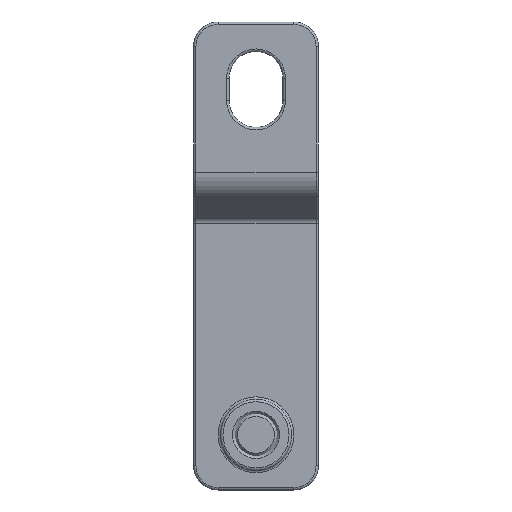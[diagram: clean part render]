
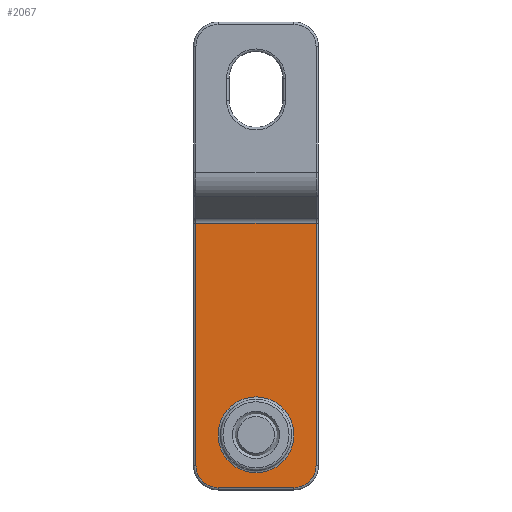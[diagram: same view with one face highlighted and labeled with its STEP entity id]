
A CAD part, front view. The second image highlights one B-rep face of the part: STEP entity #2067.
In plain terms, the highlighted face is planar.
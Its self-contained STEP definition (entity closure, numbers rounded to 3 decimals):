
#167=LINE('',#3327,#251);
#168=LINE('',#3331,#252);
#169=LINE('',#3335,#253);
#170=LINE('',#3336,#254);
#251=VECTOR('',#2607,10.);
#252=VECTOR('',#2610,10.);
#253=VECTOR('',#2613,10.);
#254=VECTOR('',#2614,10.);
#333=PLANE('',#2262);
#410=FACE_BOUND('',#578,.T.);
#429=FACE_OUTER_BOUND('',#577,.T.);
#577=EDGE_LOOP('',(#1422,#1423,#1424,#1425,#1426,#1427));
#578=EDGE_LOOP('',(#1428));
#731=CIRCLE('',#2259,3.1);
#733=CIRCLE('',#2263,1.8);
#734=CIRCLE('',#2264,1.8);
#895=VERTEX_POINT('',#3319);
#897=VERTEX_POINT('',#3325);
#898=VERTEX_POINT('',#3326);
#899=VERTEX_POINT('',#3328);
#900=VERTEX_POINT('',#3330);
#901=VERTEX_POINT('',#3332);
#902=VERTEX_POINT('',#3334);
#1095=EDGE_CURVE('',#895,#895,#731,.T.);
#1097=EDGE_CURVE('',#897,#898,#167,.T.);
#1098=EDGE_CURVE('',#899,#897,#733,.T.);
#1099=EDGE_CURVE('',#900,#899,#168,.T.);
#1100=EDGE_CURVE('',#901,#900,#734,.T.);
#1101=EDGE_CURVE('',#902,#901,#169,.T.);
#1102=EDGE_CURVE('',#898,#902,#170,.T.);
#1422=ORIENTED_EDGE('',*,*,#1097,.F.);
#1423=ORIENTED_EDGE('',*,*,#1098,.F.);
#1424=ORIENTED_EDGE('',*,*,#1099,.F.);
#1425=ORIENTED_EDGE('',*,*,#1100,.F.);
#1426=ORIENTED_EDGE('',*,*,#1101,.F.);
#1427=ORIENTED_EDGE('',*,*,#1102,.F.);
#1428=ORIENTED_EDGE('',*,*,#1095,.F.);
#2067=ADVANCED_FACE('',(#429,#410),#333,.T.);
#2259=AXIS2_PLACEMENT_3D('',#3320,#2599,#2600);
#2262=AXIS2_PLACEMENT_3D('',#3324,#2605,#2606);
#2263=AXIS2_PLACEMENT_3D('',#3329,#2608,#2609);
#2264=AXIS2_PLACEMENT_3D('',#3333,#2611,#2612);
#2599=DIRECTION('center_axis',(0.,1.,0.));
#2600=DIRECTION('ref_axis',(-1.,0.,0.));
#2605=DIRECTION('center_axis',(0.,1.,0.));
#2606=DIRECTION('ref_axis',(0.,0.,1.));
#2607=DIRECTION('',(1.,0.,0.));
#2608=DIRECTION('center_axis',(0.,-1.,0.));
#2609=DIRECTION('ref_axis',(-0.707,0.,-0.707));
#2610=DIRECTION('',(0.,0.,-1.));
#2611=DIRECTION('center_axis',(0.,-1.,0.));
#2612=DIRECTION('ref_axis',(-0.707,0.,0.707));
#2613=DIRECTION('',(-1.,0.,0.));
#2614=DIRECTION('',(0.,0.,1.));
#3319=CARTESIAN_POINT('',(7.6,2.,0.));
#3320=CARTESIAN_POINT('Origin',(4.5,2.,0.));
#3324=CARTESIAN_POINT('Origin',(0.,2.,0.));
#3325=CARTESIAN_POINT('',(2.,2.,-4.9));
#3326=CARTESIAN_POINT('',(21.755,2.,-4.9));
#3327=CARTESIAN_POINT('',(9.636,2.,-4.9));
#3328=CARTESIAN_POINT('',(0.2,2.,-3.1));
#3329=CARTESIAN_POINT('Origin',(2.,2.,-3.1));
#3330=CARTESIAN_POINT('',(0.2,2.,3.1));
#3331=CARTESIAN_POINT('',(0.2,2.,0.));
#3332=CARTESIAN_POINT('',(2.,2.,4.9));
#3333=CARTESIAN_POINT('Origin',(2.,2.,3.1));
#3334=CARTESIAN_POINT('',(21.755,2.,4.9));
#3335=CARTESIAN_POINT('',(9.636,2.,4.9));
#3336=CARTESIAN_POINT('',(21.755,2.,0.));
